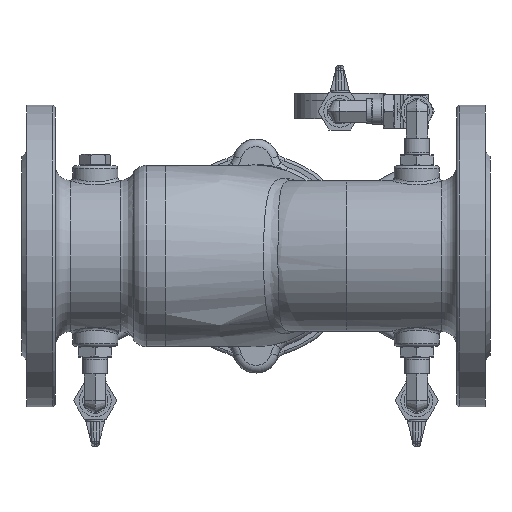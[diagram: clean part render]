
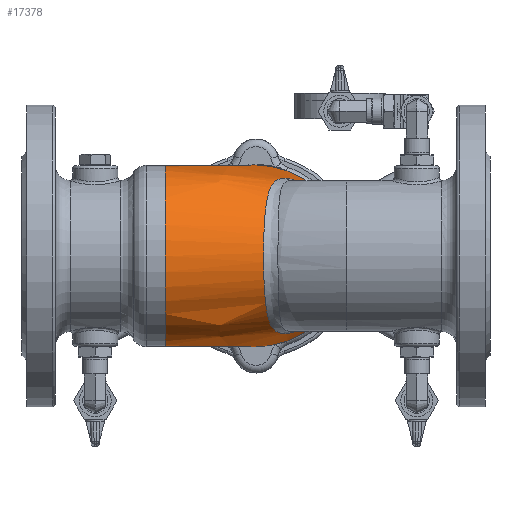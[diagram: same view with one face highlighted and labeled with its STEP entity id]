
A CAD part, front view. The second image highlights one B-rep face of the part: STEP entity #17378.
In plain terms, the highlighted free-form (B-spline) face has degree [2, 2] with [9, 3] control points.
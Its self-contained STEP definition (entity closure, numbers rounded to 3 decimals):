
#378=(
BOUNDED_SURFACE()
B_SPLINE_SURFACE(2,2,((#27804,#27805,#27806),(#27807,#27808,#27809),(#27810,
#27811,#27812),(#27813,#27814,#27815),(#27816,#27817,#27818),(#27819,#27820,
#27821),(#27822,#27823,#27824),(#27825,#27826,#27827),(#27828,#27829,#27830)),
 .UNSPECIFIED.,.T.,.F.,.F.)
B_SPLINE_SURFACE_WITH_KNOTS((3,2,2,2,3),(3,3),(-3.142,-1.571,
0.,1.571,3.142),(-3.142,-1.571),
 .UNSPECIFIED.)
GEOMETRIC_REPRESENTATION_ITEM()
RATIONAL_B_SPLINE_SURFACE(((1.,0.707,1.),(0.707,
0.5,0.707),(1.,0.707,1.),(0.707,0.5,
0.707),(1.,0.707,1.),(0.707,0.5,0.707),
(1.,0.707,1.),(0.707,0.5,0.707),(1.,
0.707,1.)))
REPRESENTATION_ITEM('')
SURFACE()
);
#848=B_SPLINE_CURVE_WITH_KNOTS('',3,(#27716,#27717,#27718,#27719,#27720,
#27721,#27722,#27723,#27724,#27725,#27726,#27727,#27728,#27729,#27730,#27731,
#27732,#27733,#27734,#27735,#27736,#27737,#27738,#27739,#27740,#27741,#27742),
 .UNSPECIFIED.,.F.,.F.,(4,1,1,1,1,1,1,1,1,1,1,1,1,1,1,1,1,1,1,1,1,1,1,1,
4),(6.162,6.513,6.863,7.565,
8.267,8.968,9.904,10.839,11.774,
12.71,13.645,15.516,16.452,17.387,
18.322,20.193,21.129,22.064,23.,
23.35,23.701,24.403,25.104,25.455,
25.806),.UNSPECIFIED.);
#849=B_SPLINE_CURVE_WITH_KNOTS('',3,(#27792,#27793,#27794,#27795,#27796,
#27797),.UNSPECIFIED.,.F.,.F.,(4,1,1,4),(0.,9.134,
13.7,15.984),.UNSPECIFIED.);
#850=B_SPLINE_CURVE_WITH_KNOTS('',3,(#27798,#27799,#27800,#27801,#27802,
#27803),.UNSPECIFIED.,.F.,.F.,(4,1,1,4),(15.982,18.267,
27.401,31.968),.UNSPECIFIED.);
#1904=FACE_OUTER_BOUND('',#2980,.T.);
#2980=EDGE_LOOP('',(#12104,#12105,#12106,#12107,#12108,#12109,#12110));
#6572=CIRCLE('',#19009,60.);
#6573=CIRCLE('',#19010,60.);
#6576=CIRCLE('',#19013,60.);
#6577=CIRCLE('',#19014,60.);
#7361=VERTEX_POINT('',#27518);
#7362=VERTEX_POINT('',#27520);
#7363=VERTEX_POINT('',#27685);
#7364=VERTEX_POINT('',#27714);
#7365=VERTEX_POINT('',#27791);
#9152=EDGE_CURVE('',#7361,#7362,#6572,.T.);
#9153=EDGE_CURVE('',#7362,#7361,#6573,.T.);
#9157=EDGE_CURVE('',#7364,#7363,#848,.T.);
#9158=EDGE_CURVE('',#7363,#7365,#849,.T.);
#9159=EDGE_CURVE('',#7365,#7364,#850,.T.);
#9160=EDGE_CURVE('',#7362,#7365,#6576,.T.);
#9161=EDGE_CURVE('',#7365,#7362,#6577,.T.);
#12104=ORIENTED_EDGE('',*,*,#9160,.F.);
#12105=ORIENTED_EDGE('',*,*,#9152,.F.);
#12106=ORIENTED_EDGE('',*,*,#9153,.F.);
#12107=ORIENTED_EDGE('',*,*,#9161,.F.);
#12108=ORIENTED_EDGE('',*,*,#9158,.F.);
#12109=ORIENTED_EDGE('',*,*,#9157,.F.);
#12110=ORIENTED_EDGE('',*,*,#9159,.F.);
#17378=ADVANCED_FACE('',(#1904),#378,.F.);
#19009=AXIS2_PLACEMENT_3D('',#27521,#21416,#21417);
#19010=AXIS2_PLACEMENT_3D('',#27522,#21418,#21419);
#19013=AXIS2_PLACEMENT_3D('',#27831,#21424,#21425);
#19014=AXIS2_PLACEMENT_3D('',#27832,#21426,#21427);
#21416=DIRECTION('center_axis',(-1.,0.,0.));
#21417=DIRECTION('ref_axis',(0.,0.,
1.));
#21418=DIRECTION('center_axis',(-1.,0.,0.));
#21419=DIRECTION('ref_axis',(0.,0.,
1.));
#21424=DIRECTION('center_axis',(0.,1.,0.));
#21425=DIRECTION('ref_axis',(0.,0.,
1.));
#21426=DIRECTION('center_axis',(0.,1.,0.));
#21427=DIRECTION('ref_axis',(0.,0.,
1.));
#27518=CARTESIAN_POINT('',(73.,0.,-60.));
#27520=CARTESIAN_POINT('',(73.,60.,0.));
#27521=CARTESIAN_POINT('Origin',(73.,0.,0.));
#27522=CARTESIAN_POINT('Origin',(73.,0.,0.));
#27685=CARTESIAN_POINT('',(184.39,49.445,-30.125));
#27714=CARTESIAN_POINT('',(184.39,49.445,30.125));
#27716=CARTESIAN_POINT('Ctrl Pts',(184.39,49.445,30.125));
#27717=CARTESIAN_POINT('Ctrl Pts',(183.638,48.545,31.268));
#27718=CARTESIAN_POINT('Ctrl Pts',(182.038,46.802,33.51));
#27719=CARTESIAN_POINT('Ctrl Pts',(178.504,43.381,37.739));
#27720=CARTESIAN_POINT('Ctrl Pts',(173.431,38.981,42.531));
#27721=CARTESIAN_POINT('Ctrl Pts',(166.696,33.112,47.083));
#27722=CARTESIAN_POINT('Ctrl Pts',(158.977,25.49,50.566));
#27723=CARTESIAN_POINT('Ctrl Pts',(151.357,14.97,51.951));
#27724=CARTESIAN_POINT('Ctrl Pts',(145.838,1.999,50.326));
#27725=CARTESIAN_POINT('Ctrl Pts',(142.501,-10.538,46.009));
#27726=CARTESIAN_POINT('Ctrl Pts',(140.409,-21.764,39.144));
#27727=CARTESIAN_POINT('Ctrl Pts',(138.685,-34.088,26.907));
#27728=CARTESIAN_POINT('Ctrl Pts',(137.989,-41.034,10.729));
#27729=CARTESIAN_POINT('Ctrl Pts',(137.986,-41.008,-6.435));
#27730=CARTESIAN_POINT('Ctrl Pts',(138.336,-37.579,-18.822));
#27731=CARTESIAN_POINT('Ctrl Pts',(139.386,-28.806,-33.687));
#27732=CARTESIAN_POINT('Ctrl Pts',(141.407,-14.721,-44.584));
#27733=CARTESIAN_POINT('Ctrl Pts',(145.828,1.999,-50.32));
#27734=CARTESIAN_POINT('Ctrl Pts',(151.364,14.967,-51.953));
#27735=CARTESIAN_POINT('Ctrl Pts',(157.934,24.059,-50.754));
#27736=CARTESIAN_POINT('Ctrl Pts',(163.226,29.673,-48.648));
#27737=CARTESIAN_POINT('Ctrl Pts',(167.814,34.1,-46.326));
#27738=CARTESIAN_POINT('Ctrl Pts',(173.434,38.974,-42.529));
#27739=CARTESIAN_POINT('Ctrl Pts',(178.503,43.384,-37.739));
#27740=CARTESIAN_POINT('Ctrl Pts',(182.038,46.801,-33.51));
#27741=CARTESIAN_POINT('Ctrl Pts',(183.638,48.545,-31.268));
#27742=CARTESIAN_POINT('Ctrl Pts',(184.39,49.445,-30.125));
#27791=CARTESIAN_POINT('',(193.,60.001,0.002));
#27792=CARTESIAN_POINT('Ctrl Pts',(184.39,49.445,-30.125));
#27793=CARTESIAN_POINT('Ctrl Pts',(187.411,53.06,-25.532));
#27794=CARTESIAN_POINT('Ctrl Pts',(191.021,57.517,-17.379));
#27795=CARTESIAN_POINT('Ctrl Pts',(192.806,59.757,-6.41));
#27796=CARTESIAN_POINT('Ctrl Pts',(193.,60.,-1.599));
#27797=CARTESIAN_POINT('Ctrl Pts',(193.001,60.001,0.004));
#27798=CARTESIAN_POINT('Ctrl Pts',(193.001,60.001,0.));
#27799=CARTESIAN_POINT('Ctrl Pts',(193.002,60.002,1.604));
#27800=CARTESIAN_POINT('Ctrl Pts',(192.684,59.605,9.617));
#27801=CARTESIAN_POINT('Ctrl Pts',(189.979,56.203,20.356));
#27802=CARTESIAN_POINT('Ctrl Pts',(185.901,51.253,27.829));
#27803=CARTESIAN_POINT('Ctrl Pts',(184.39,49.445,30.125));
#27804=CARTESIAN_POINT('Ctrl Pts',(73.,60.,0.));
#27805=CARTESIAN_POINT('Ctrl Pts',(73.,60.,0.));
#27806=CARTESIAN_POINT('Ctrl Pts',(73.,60.,0.));
#27807=CARTESIAN_POINT('Ctrl Pts',(73.,60.,60.));
#27808=CARTESIAN_POINT('Ctrl Pts',(73.,60.,60.));
#27809=CARTESIAN_POINT('Ctrl Pts',(73.,60.,60.));
#27810=CARTESIAN_POINT('Ctrl Pts',(133.,60.,60.));
#27811=CARTESIAN_POINT('Ctrl Pts',(133.,0.,60.));
#27812=CARTESIAN_POINT('Ctrl Pts',(73.,0.,60.));
#27813=CARTESIAN_POINT('Ctrl Pts',(193.,60.,60.));
#27814=CARTESIAN_POINT('Ctrl Pts',(193.,-60.,60.));
#27815=CARTESIAN_POINT('Ctrl Pts',(73.,-60.,60.));
#27816=CARTESIAN_POINT('Ctrl Pts',(193.,60.,0.));
#27817=CARTESIAN_POINT('Ctrl Pts',(193.,-60.,0.));
#27818=CARTESIAN_POINT('Ctrl Pts',(73.,-60.,0.));
#27819=CARTESIAN_POINT('Ctrl Pts',(193.,60.,-60.));
#27820=CARTESIAN_POINT('Ctrl Pts',(193.,-60.,-60.));
#27821=CARTESIAN_POINT('Ctrl Pts',(73.,-60.,-60.));
#27822=CARTESIAN_POINT('Ctrl Pts',(133.,60.,-60.));
#27823=CARTESIAN_POINT('Ctrl Pts',(133.,0.,-60.));
#27824=CARTESIAN_POINT('Ctrl Pts',(73.,0.,-60.));
#27825=CARTESIAN_POINT('Ctrl Pts',(73.,60.,-60.));
#27826=CARTESIAN_POINT('Ctrl Pts',(73.,60.,-60.));
#27827=CARTESIAN_POINT('Ctrl Pts',(73.,60.,-60.));
#27828=CARTESIAN_POINT('Ctrl Pts',(73.,60.,0.));
#27829=CARTESIAN_POINT('Ctrl Pts',(73.,60.,0.));
#27830=CARTESIAN_POINT('Ctrl Pts',(73.,60.,0.));
#27831=CARTESIAN_POINT('Origin',(133.,60.,0.));
#27832=CARTESIAN_POINT('Origin',(133.,60.,0.));
